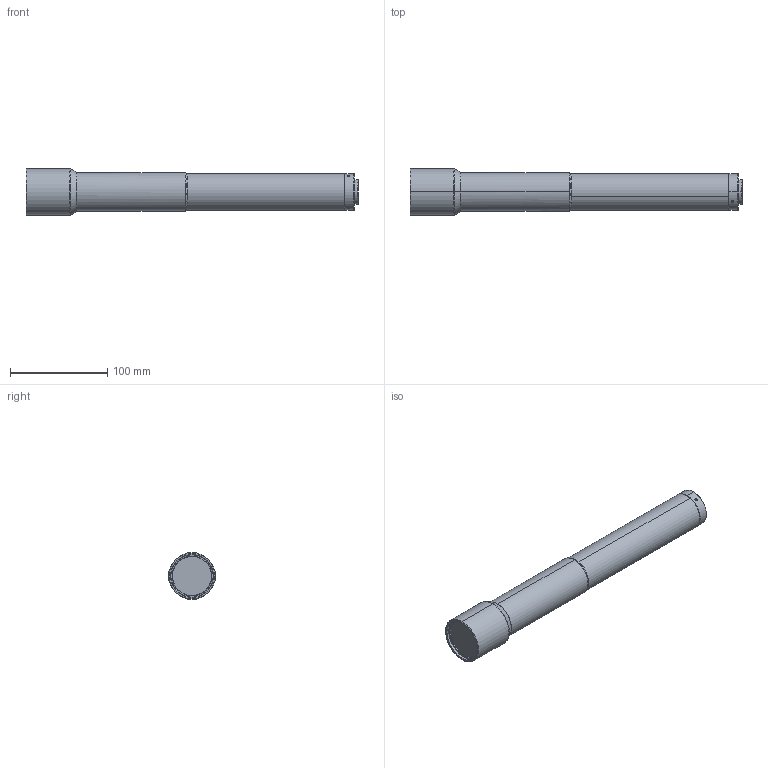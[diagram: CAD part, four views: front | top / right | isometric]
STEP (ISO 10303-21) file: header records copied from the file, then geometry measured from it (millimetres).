
FILE_DESCRIPTION (( 'STEP AP203' ), '1' );
FILE_NAME ('WWK80-178-111V3.STEP', '2022-10-25T08:16:31', ( '' ), ( '' ), 'SwSTEP 2.0', 'SolidWorks 2017', '' );
FILE_SCHEMA (( 'CONFIG_CONTROL_DESIGN' ));
Length unit declared in the file: millimetre
Products named in the file (1): WWK80-178-111V3
Bounding box: 340.98 x 48 x 48 mm (x, y, z)
Volume: 423915.9 mm3; surface area: 46717.7 mm2
Topology: 1 solids, 1 shells, 66 faces, 142 edges, 86 vertices
Faces by surface type: cylinder 25, cone 18, plane 15, torus 8
Entity records: 2077 total; most frequent: CARTESIAN_POINT 535, DIRECTION 334, ORIENTED_EDGE 284, EDGE_CURVE 142, AXIS2_PLACEMENT_3D 141, VERTEX_POINT 86, CIRCLE 74, EDGE_LOOP 74
